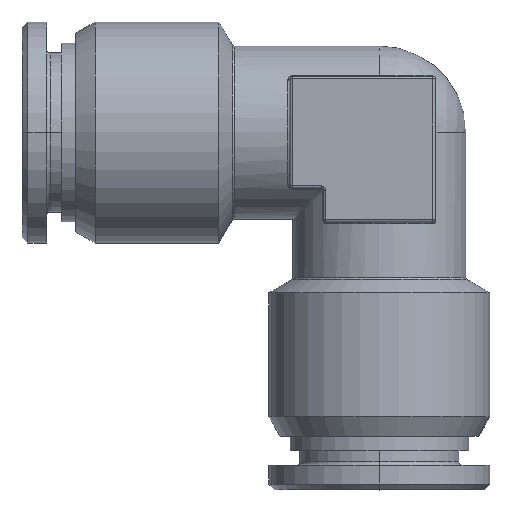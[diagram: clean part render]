
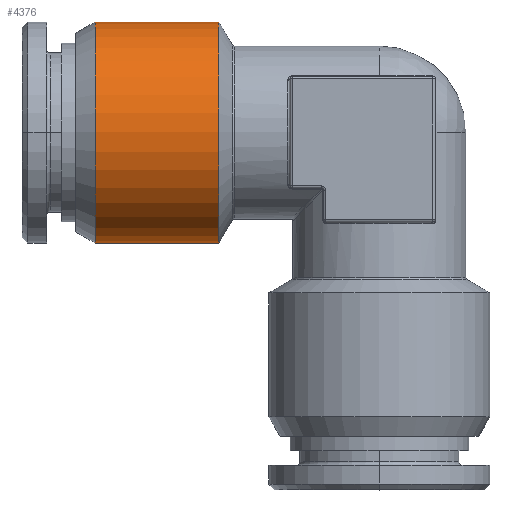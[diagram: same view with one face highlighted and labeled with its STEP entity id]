
A CAD part, top view. The second image highlights one B-rep face of the part: STEP entity #4376.
In plain terms, the highlighted cylindrical face has radius 9.9 mm (diameter 19.8 mm), a partial arc.
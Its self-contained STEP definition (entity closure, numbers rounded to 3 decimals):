
#1114=DIRECTION('',(1.,0.,0.));
#1115=VECTOR('',#1114,11.096);
#1116=CARTESIAN_POINT('',(-25.461,-9.9,0.));
#1117=LINE('',#1116,#1115);
#1118=DIRECTION('',(-1.,0.,0.));
#1119=VECTOR('',#1118,11.096);
#1120=CARTESIAN_POINT('',(-14.365,9.9,0.));
#1121=LINE('',#1120,#1119);
#1122=CARTESIAN_POINT('',(-14.365,0.,0.));
#1123=DIRECTION('',(1.,0.,0.));
#1124=DIRECTION('',(0.,1.,0.));
#1125=AXIS2_PLACEMENT_3D('',#1122,#1123,#1124);
#1145=CARTESIAN_POINT('',(-25.461,0.,0.));
#1146=DIRECTION('',(1.,0.,0.));
#1147=DIRECTION('',(0.,1.,0.));
#1148=AXIS2_PLACEMENT_3D('',#1145,#1146,#1147);
#2269=CARTESIAN_POINT('',(-14.365,9.9,0.));
#2270=CARTESIAN_POINT('',(-14.365,-9.9,0.));
#2271=VERTEX_POINT('',#2269);
#2272=VERTEX_POINT('',#2270);
#2273=CARTESIAN_POINT('',(-25.461,9.9,0.));
#2274=CARTESIAN_POINT('',(-25.461,-9.9,0.));
#2275=VERTEX_POINT('',#2273);
#2276=VERTEX_POINT('',#2274);
#4363=CARTESIAN_POINT('',(-27.859,0.,0.));
#4364=DIRECTION('',(1.,0.,0.));
#4365=DIRECTION('',(0.,-1.,0.));
#4366=AXIS2_PLACEMENT_3D('',#4363,#4364,#4365);
#4367=CYLINDRICAL_SURFACE('',#4366,9.9);
#4368=ORIENTED_EDGE('',*,*,#4356,.F.);
#4370=ORIENTED_EDGE('',*,*,#4369,.T.);
#4371=ORIENTED_EDGE('',*,*,#4353,.F.);
#4373=ORIENTED_EDGE('',*,*,#4372,.F.);
#4374=EDGE_LOOP('',(#4368,#4370,#4371,#4373));
#4375=FACE_OUTER_BOUND('',#4374,.F.);
#4376=ADVANCED_FACE('',(#4375),#4367,.T.);
#1126=CIRCLE('',#1125,9.9);
#1149=CIRCLE('',#1148,9.9);
#4353=EDGE_CURVE('',#2276,#2272,#1117,.T.);
#4356=EDGE_CURVE('',#2271,#2275,#1121,.T.);
#4369=EDGE_CURVE('',#2271,#2272,#1126,.T.);
#4372=EDGE_CURVE('',#2275,#2276,#1149,.T.);
